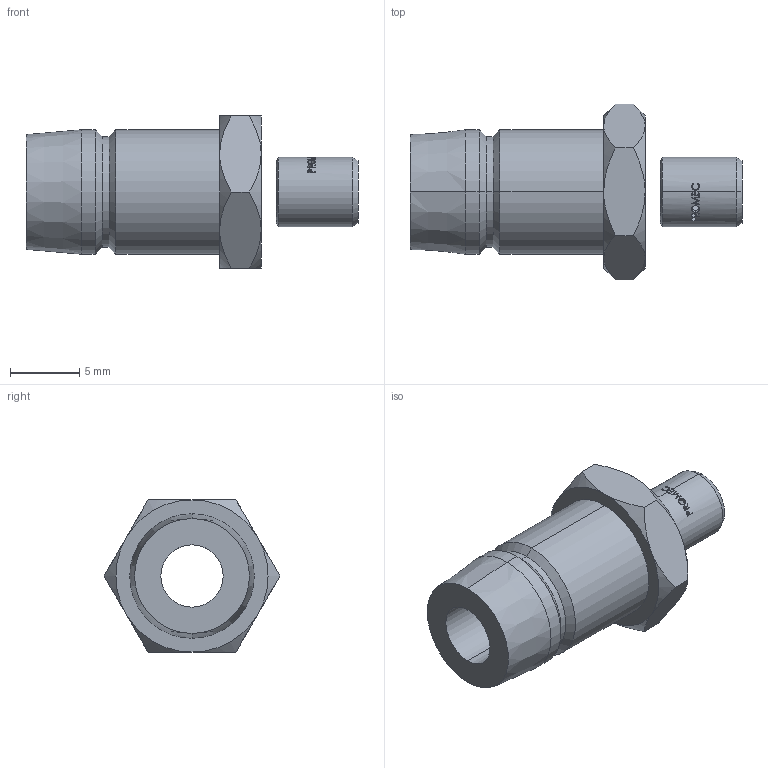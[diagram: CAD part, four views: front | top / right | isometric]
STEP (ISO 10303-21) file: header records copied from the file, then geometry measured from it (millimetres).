
FILE_DESCRIPTION (( 'STEP AP203' ), '1' );
FILE_NAME ('3edc.STEP', '2025-08-19T14:55:36', ( '' ), ( '' ), 'SwSTEP 2.0', 'SolidWorks 2019', '' );
FILE_SCHEMA (( 'CONFIG_CONTROL_DESIGN' ));
Length unit declared in the file: millimetre
Products named in the file (1): 3edc
Bounding box: 24 x 12.7 x 11 mm (x, y, z)
Volume: 917.6 mm3; surface area: 1089.5 mm2
Topology: 2 solids, 2 shells, 107 faces, 288 edges, 182 vertices
Faces by surface type: plane 37, bspline 32, cone 22, cylinder 16
Entity records: 4193 total; most frequent: CARTESIAN_POINT 1688, ORIENTED_EDGE 576, DIRECTION 398, EDGE_CURVE 288, VERTEX_POINT 182, AXIS2_PLACEMENT_3D 162, B_SPLINE_CURVE_WITH_KNOTS 128, EDGE_LOOP 120
